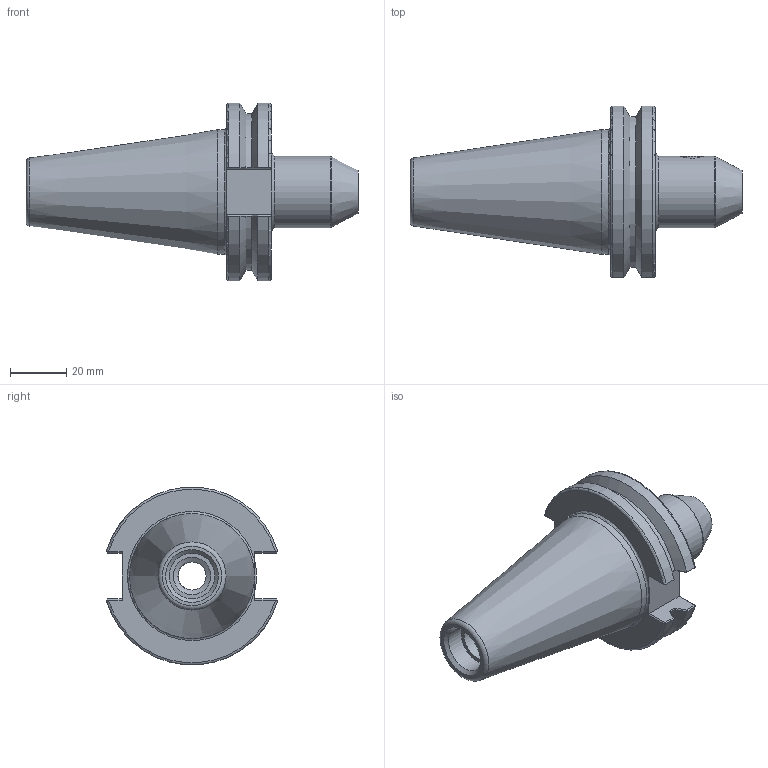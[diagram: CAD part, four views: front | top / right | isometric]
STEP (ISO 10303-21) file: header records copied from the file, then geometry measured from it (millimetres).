
FILE_DESCRIPTION(/* description */ (''),/* implementation_level */ '2;1');
FILE_NAME(/* name */ 'CAT40-EM10-50-REV1.stp',/* time_stamp */ '2017-02-09T21:42:39-06:00',/* author */ ('Me'),/* organization */ (''),/* preprocessor_version */ 'ST-DEVELOPER v15.6',/* originating_system */ 'Autodesk Inventor 2015',/* authorisation */ '');
FILE_SCHEMA (('AUTOMOTIVE_DESIGN { 1 0 10303 214 3 1 1 }'));
Length unit declared in the file: inch
Products named in the file (1): CAT40-EM10-50-REV1
Bounding box: 118.33 x 61.14 x 63.26 mm (x, y, z)
Volume: 110942.3 mm3; surface area: 23338.7 mm2
Topology: 1 solids, 1 shells, 102 faces, 254 edges, 159 vertices
Faces by surface type: plane 41, bspline 30, cylinder 14, cone 10, torus 7
Full cylindrical faces by diameter (mm): 10 x1, 11.112 x1, 13.386 x1, 16.256 x1, 25.4 x1, 44.45 x1
Entity records: 4199 total; most frequent: CARTESIAN_POINT 1994, ORIENTED_EDGE 470, DIRECTION 324, EDGE_CURVE 235, VERTEX_POINT 155, EDGE_LOOP 124, AXIS2_PLACEMENT_3D 111, FACE_OUTER_BOUND 102
